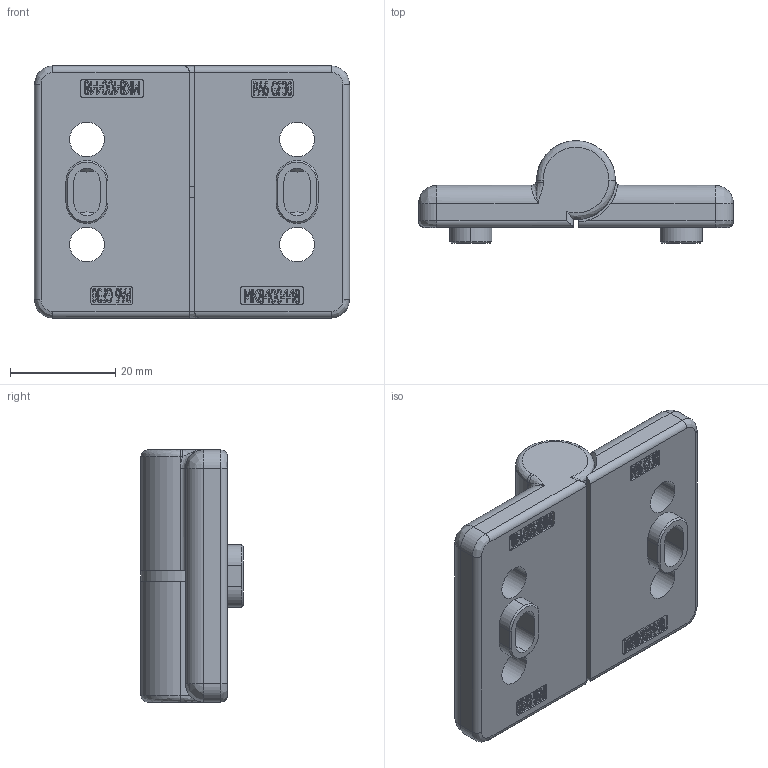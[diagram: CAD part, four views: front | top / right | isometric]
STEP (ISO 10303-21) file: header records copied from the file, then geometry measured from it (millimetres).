
FILE_DESCRIPTION (( 'STEP AP203' ), '1' );
FILE_NAME ('SZ0774S.stp', '2011-11-11T15:49:14', ( 'Tony' ), ( '' ), 'SwSTEP 2.0', 'SolidWorks 2012', '' );
FILE_SCHEMA (( 'CONFIG_CONTROL_DESIGN' ));
Length unit declared in the file: millimetre
Products named in the file (1): SZ0774S
Bounding box: 60 x 19.5 x 48 mm (x, y, z)
Surface area: 10338.8 mm2 (no closed solid volume)
Topology: 0 solids, 3 shells, 682 faces, 1900 edges, 1248 vertices
Faces by surface type: plane 308, bspline 286, cylinder 74, cone 14
Entity records: 23845 total; most frequent: CARTESIAN_POINT 8221, ORIENTED_EDGE 3636, DIRECTION 2284, EDGE_CURVE 1894, VERTEX_POINT 1248, VECTOR 1166, LINE 1166, EDGE_LOOP 760
